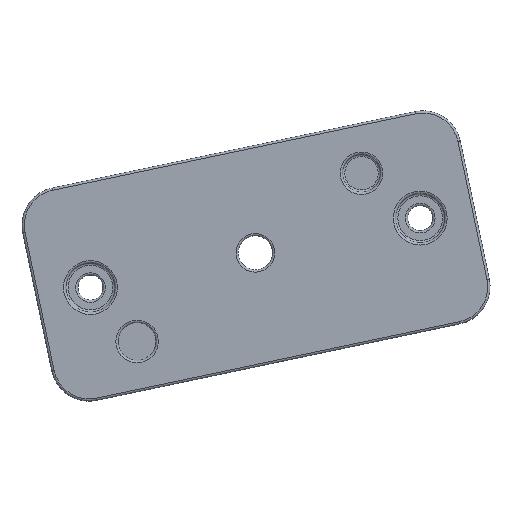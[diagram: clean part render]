
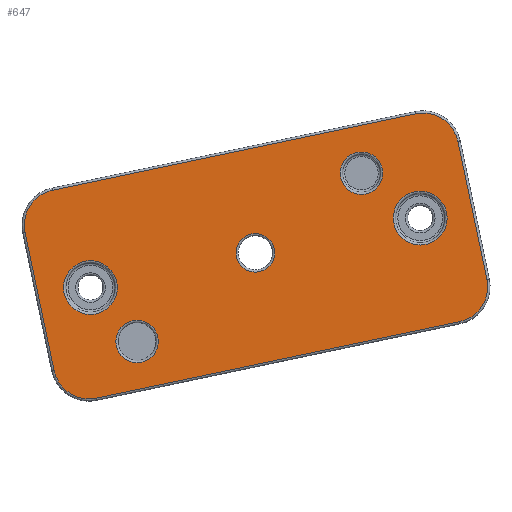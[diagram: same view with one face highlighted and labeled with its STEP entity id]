
A CAD part, top view. The second image highlights one B-rep face of the part: STEP entity #647.
In plain terms, the highlighted planar face has unit normal (0, 0, 1).
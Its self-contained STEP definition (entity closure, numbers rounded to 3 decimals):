
#53=LINE('',#1142,#77);
#54=LINE('',#1146,#78);
#55=LINE('',#1150,#79);
#56=LINE('',#1154,#80);
#77=VECTOR('',#889,1000.);
#78=VECTOR('',#892,1000.);
#79=VECTOR('',#895,1000.);
#80=VECTOR('',#898,1000.);
#86=PLANE('',#727);
#128=ORIENTED_EDGE('',*,*,#294,.T.);
#129=ORIENTED_EDGE('',*,*,#295,.T.);
#130=ORIENTED_EDGE('',*,*,#296,.T.);
#131=ORIENTED_EDGE('',*,*,#297,.T.);
#132=ORIENTED_EDGE('',*,*,#298,.T.);
#133=ORIENTED_EDGE('',*,*,#299,.T.);
#134=ORIENTED_EDGE('',*,*,#300,.T.);
#135=ORIENTED_EDGE('',*,*,#301,.T.);
#136=ORIENTED_EDGE('',*,*,#302,.T.);
#137=ORIENTED_EDGE('',*,*,#303,.T.);
#138=ORIENTED_EDGE('',*,*,#304,.T.);
#139=ORIENTED_EDGE('',*,*,#305,.T.);
#140=ORIENTED_EDGE('',*,*,#306,.T.);
#294=EDGE_CURVE('',#377,#378,#416,.T.);
#295=EDGE_CURVE('',#378,#379,#53,.F.);
#296=EDGE_CURVE('',#379,#380,#417,.T.);
#297=EDGE_CURVE('',#380,#381,#54,.T.);
#298=EDGE_CURVE('',#381,#382,#418,.T.);
#299=EDGE_CURVE('',#382,#383,#55,.F.);
#300=EDGE_CURVE('',#383,#384,#419,.T.);
#301=EDGE_CURVE('',#384,#377,#56,.T.);
#302=EDGE_CURVE('',#385,#385,#420,.F.);
#303=EDGE_CURVE('',#386,#386,#421,.F.);
#304=EDGE_CURVE('',#387,#387,#422,.F.);
#305=EDGE_CURVE('',#388,#388,#423,.F.);
#306=EDGE_CURVE('',#389,#389,#424,.F.);
#377=VERTEX_POINT('',#1140);
#378=VERTEX_POINT('',#1141);
#379=VERTEX_POINT('',#1143);
#380=VERTEX_POINT('',#1145);
#381=VERTEX_POINT('',#1147);
#382=VERTEX_POINT('',#1149);
#383=VERTEX_POINT('',#1151);
#384=VERTEX_POINT('',#1153);
#385=VERTEX_POINT('',#1156);
#386=VERTEX_POINT('',#1158);
#387=VERTEX_POINT('',#1160);
#388=VERTEX_POINT('',#1162);
#389=VERTEX_POINT('',#1164);
#416=CIRCLE('',#728,4.7);
#417=CIRCLE('',#729,4.7);
#418=CIRCLE('',#730,4.7);
#419=CIRCLE('',#731,4.7);
#420=CIRCLE('',#732,3.55);
#421=CIRCLE('',#733,3.55);
#422=CIRCLE('',#734,2.8);
#423=CIRCLE('',#735,2.8);
#424=CIRCLE('',#736,2.55);
#476=EDGE_LOOP('',(#128,#129,#130,#131,#132,#133,#134,#135));
#477=EDGE_LOOP('',(#136));
#478=EDGE_LOOP('',(#137));
#479=EDGE_LOOP('',(#138));
#480=EDGE_LOOP('',(#139));
#481=EDGE_LOOP('',(#140));
#556=FACE_BOUND('',#476,.T.);
#557=FACE_BOUND('',#477,.T.);
#558=FACE_BOUND('',#478,.T.);
#559=FACE_BOUND('',#479,.T.);
#560=FACE_BOUND('',#480,.T.);
#561=FACE_BOUND('',#481,.T.);
#647=ADVANCED_FACE('',(#556,#557,#558,#559,#560,#561),#86,.T.);
#727=AXIS2_PLACEMENT_3D('',#1138,#885,#886);
#728=AXIS2_PLACEMENT_3D('',#1139,#887,#888);
#729=AXIS2_PLACEMENT_3D('',#1144,#890,#891);
#730=AXIS2_PLACEMENT_3D('',#1148,#893,#894);
#731=AXIS2_PLACEMENT_3D('',#1152,#896,#897);
#732=AXIS2_PLACEMENT_3D('',#1155,#899,#900);
#733=AXIS2_PLACEMENT_3D('',#1157,#901,#902);
#734=AXIS2_PLACEMENT_3D('',#1159,#903,#904);
#735=AXIS2_PLACEMENT_3D('',#1161,#905,#906);
#736=AXIS2_PLACEMENT_3D('',#1163,#907,#908);
#885=DIRECTION('',(0.,0.,1.));
#886=DIRECTION('',(1.,0.,0.));
#887=DIRECTION('',(0.,0.,1.));
#888=DIRECTION('',(1.,0.,0.));
#889=DIRECTION('',(-0.206,0.979,0.));
#890=DIRECTION('',(0.,0.,1.));
#891=DIRECTION('',(1.,0.,0.));
#892=DIRECTION('',(0.979,0.206,0.));
#893=DIRECTION('',(0.,0.,1.));
#894=DIRECTION('',(1.,0.,0.));
#895=DIRECTION('',(0.206,-0.979,0.));
#896=DIRECTION('',(0.,0.,1.));
#897=DIRECTION('',(1.,0.,0.));
#898=DIRECTION('',(-0.979,-0.206,0.));
#899=DIRECTION('',(0.,0.,1.));
#900=DIRECTION('',(1.,0.,0.));
#901=DIRECTION('',(0.,0.,1.));
#902=DIRECTION('',(1.,0.,0.));
#903=DIRECTION('',(0.,0.,1.));
#904=DIRECTION('',(1.,0.,0.));
#905=DIRECTION('',(0.,0.,1.));
#906=DIRECTION('',(1.,0.,0.));
#907=DIRECTION('',(0.,0.,1.));
#908=DIRECTION('',(1.,0.,0.));
#1138=CARTESIAN_POINT('',(0.087,-0.413,0.));
#1139=CARTESIAN_POINT('',(-25.783,3.653,0.));
#1140=CARTESIAN_POINT('',(-26.752,8.252,0.));
#1141=CARTESIAN_POINT('',(-30.382,2.685,0.));
#1142=CARTESIAN_POINT('',(-26.545,-15.535,0.));
#1143=CARTESIAN_POINT('',(-26.545,-15.535,0.));
#1144=CARTESIAN_POINT('',(-21.946,-14.567,0.));
#1145=CARTESIAN_POINT('',(-20.978,-19.166,0.));
#1146=CARTESIAN_POINT('',(2.974,-14.122,0.));
#1147=CARTESIAN_POINT('',(26.926,-9.078,0.));
#1148=CARTESIAN_POINT('',(25.957,-4.479,0.));
#1149=CARTESIAN_POINT('',(30.556,-3.511,0.));
#1150=CARTESIAN_POINT('',(26.719,14.709,0.));
#1151=CARTESIAN_POINT('',(26.719,14.709,0.));
#1152=CARTESIAN_POINT('',(22.12,13.741,0.));
#1153=CARTESIAN_POINT('',(21.152,18.34,0.));
#1154=CARTESIAN_POINT('',(-2.8,13.296,0.));
#1155=CARTESIAN_POINT('',(21.75,4.58,0.));
#1156=CARTESIAN_POINT('',(25.3,4.58,0.));
#1157=CARTESIAN_POINT('',(-21.75,-4.58,0.));
#1158=CARTESIAN_POINT('',(-18.2,-4.58,0.));
#1159=CARTESIAN_POINT('',(-15.602,-11.698,0.));
#1160=CARTESIAN_POINT('',(-12.802,-11.698,0.));
#1161=CARTESIAN_POINT('',(14.001,10.498,0.));
#1162=CARTESIAN_POINT('',(16.801,10.498,0.));
#1163=CARTESIAN_POINT('',(0.,0.,0.));
#1164=CARTESIAN_POINT('',(2.55,0.,0.));
